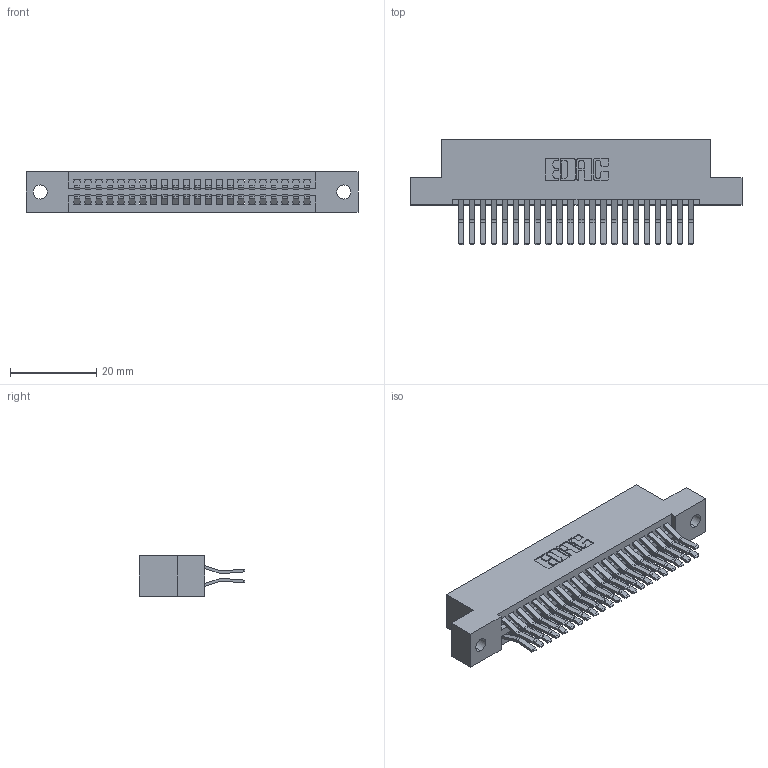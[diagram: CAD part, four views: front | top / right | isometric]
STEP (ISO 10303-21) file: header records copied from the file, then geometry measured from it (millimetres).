
FILE_DESCRIPTION (( 'STEP AP203' ), '1' );
FILE_NAME ('345-044-560-202.STEP', '2019-10-29T00:53:03', ( '' ), ( '' ), 'SwSTEP 2.0', 'SolidWorks 2016', '' );
FILE_SCHEMA (( 'CONFIG_CONTROL_DESIGN' ));
Length unit declared in the file: inch
Products named in the file (3): 345-292-001_560 Tail; 345 Part_Flush Mounting Lugs - 0.128 Dia; 345-044-560-202
Assembly tree (45 placements, depth 2):
  345-044-560-202
    345 Part_Flush Mounting Lugs - 0.128 Dia
    345-292-001_560 Tail  x44
Bounding box: 77.09 x 24.45 x 9.4 mm (x, y, z)
Volume: 7554.6 mm3; surface area: 11248.6 mm2
Topology: 45 solids, 45 shells, 2414 faces, 7161 edges, 4714 vertices
Faces by surface type: plane 1532, cylinder 882
Entity records: 20045 total; most frequent: CARTESIAN_POINT 3380, ORIENTED_EDGE 3314, DIRECTION 3009, EDGE_CURVE 1657, LINE 1433, VECTOR 1433, VERTEX_POINT 1102, AXIS2_PLACEMENT_3D 788
